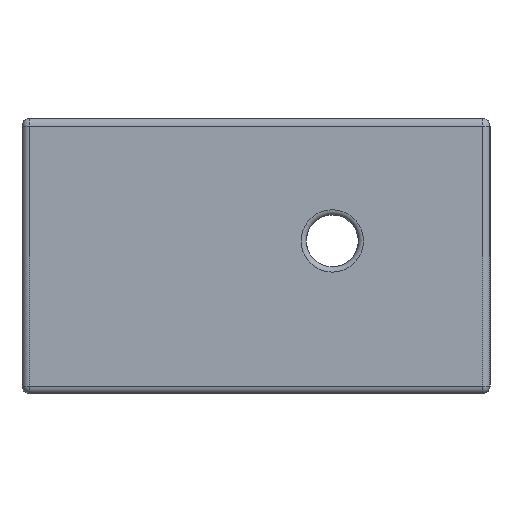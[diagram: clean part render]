
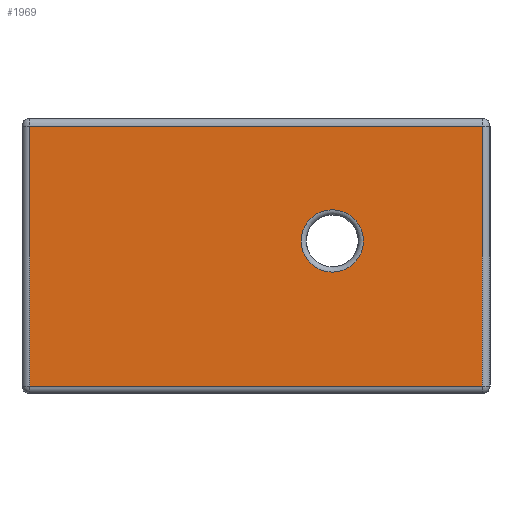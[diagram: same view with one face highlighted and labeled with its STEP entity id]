
A CAD part, left-side view. The second image highlights one B-rep face of the part: STEP entity #1969.
In plain terms, the highlighted planar face has unit normal (-1, 0, 0).
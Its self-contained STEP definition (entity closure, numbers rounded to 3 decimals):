
#30=FACE_BOUND('',#274,.T.);
#100=PLANE('',#2114);
#150=FACE_OUTER_BOUND('',#273,.T.);
#273=EDGE_LOOP('',(#1375,#1376,#1377,#1378));
#274=EDGE_LOOP('',(#1379));
#466=LINE('',#3102,#606);
#467=LINE('',#3104,#607);
#468=LINE('',#3106,#608);
#469=LINE('',#3107,#609);
#606=VECTOR('',#2433,10.);
#607=VECTOR('',#2434,10.);
#608=VECTOR('',#2435,10.);
#609=VECTOR('',#2436,10.);
#747=CIRCLE('',#2112,6.);
#901=VERTEX_POINT('',#3096);
#902=VERTEX_POINT('',#3100);
#903=VERTEX_POINT('',#3101);
#904=VERTEX_POINT('',#3103);
#905=VERTEX_POINT('',#3105);
#1083=EDGE_CURVE('',#901,#901,#747,.T.);
#1085=EDGE_CURVE('',#902,#903,#466,.T.);
#1086=EDGE_CURVE('',#904,#902,#467,.T.);
#1087=EDGE_CURVE('',#905,#904,#468,.T.);
#1088=EDGE_CURVE('',#903,#905,#469,.T.);
#1375=ORIENTED_EDGE('',*,*,#1085,.F.);
#1376=ORIENTED_EDGE('',*,*,#1086,.F.);
#1377=ORIENTED_EDGE('',*,*,#1087,.F.);
#1378=ORIENTED_EDGE('',*,*,#1088,.F.);
#1379=ORIENTED_EDGE('',*,*,#1083,.F.);
#1969=ADVANCED_FACE('',(#150,#30),#100,.T.);
#2112=AXIS2_PLACEMENT_3D('',#3097,#2427,#2428);
#2114=AXIS2_PLACEMENT_3D('',#3099,#2431,#2432);
#2427=DIRECTION('center_axis',(-1.,0.,0.));
#2428=DIRECTION('ref_axis',(0.,-1.,0.));
#2431=DIRECTION('center_axis',(-1.,0.,0.));
#2432=DIRECTION('ref_axis',(0.,1.,0.));
#2433=DIRECTION('',(0.,0.,-1.));
#2434=DIRECTION('',(0.,-1.,0.));
#2435=DIRECTION('',(0.,0.,1.));
#2436=DIRECTION('',(0.,1.,0.));
#3096=CARTESIAN_POINT('',(-99.445,-19.207,-17.602));
#3097=CARTESIAN_POINT('Origin',(-99.445,-19.207,-23.602));
#3099=CARTESIAN_POINT('Origin',(-99.445,-49.54,-50.));
#3100=CARTESIAN_POINT('',(-99.445,-48.04,-1.5));
#3101=CARTESIAN_POINT('',(-99.445,-48.04,-51.5));
#3102=CARTESIAN_POINT('',(-99.445,-48.04,-50.));
#3103=CARTESIAN_POINT('',(-99.445,38.96,-1.5));
#3104=CARTESIAN_POINT('',(-99.445,-27.04,-1.5));
#3105=CARTESIAN_POINT('',(-99.445,38.96,-51.5));
#3106=CARTESIAN_POINT('',(-99.445,38.96,-50.));
#3107=CARTESIAN_POINT('',(-99.445,-27.04,-51.5));
